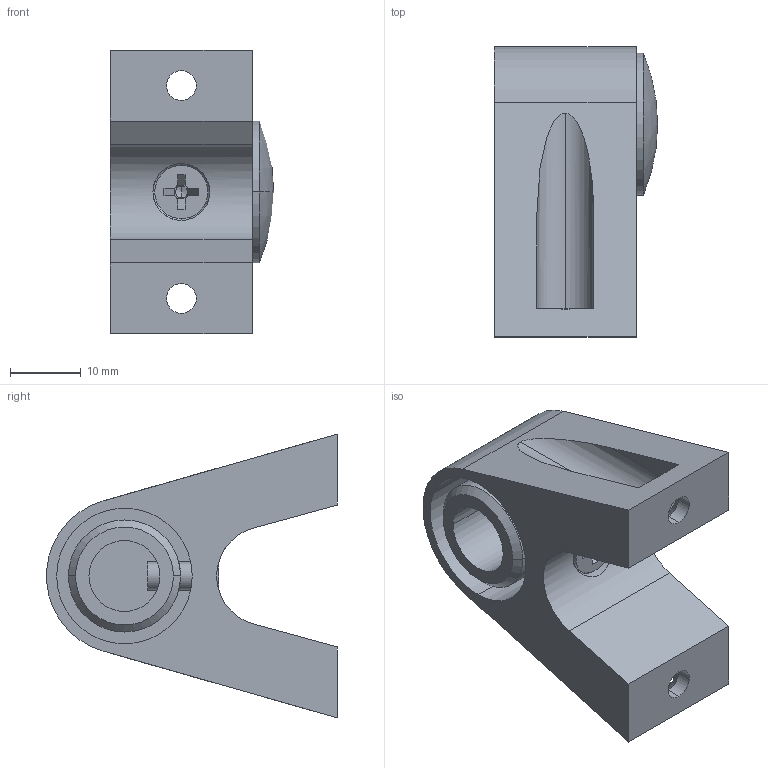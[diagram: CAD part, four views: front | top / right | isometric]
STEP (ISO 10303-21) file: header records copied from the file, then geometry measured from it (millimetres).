
FILE_DESCRIPTION (( 'STEP AP203' ), '1' );
FILE_NAME ('sone3D.STEP', '2013-08-30T09:43:02', ( '' ), ( '' ), 'SwSTEP 2.0', 'SolidWorks 2012', '' );
FILE_SCHEMA (( 'CONFIG_CONTROL_DESIGN' ));
Length unit declared in the file: millimetre
Products named in the file (4): 廫帤寠晅嶮偹偠M4_M4亊10; AP-216僉儍僢僾__AP-216-2僉儍僢僾_; AP-216僷僀僾庴__A-216-2; sone3D
Assembly tree (3 placements, depth 2):
  sone3D
    AP-216僷僀僾庴__A-216-2
    AP-216僉儍僢僾__AP-216-2僉儍僢僾_
    廫帤寠晅嶮偹偠M4_M4亊10
Bounding box: 23 x 40.96 x 40 mm (x, y, z)
Volume: 13362.7 mm3; surface area: 8570.4 mm2
Topology: 3 solids, 3 shells, 84 faces, 204 edges, 125 vertices
Faces by surface type: plane 37, cylinder 29, cone 16, sphere 2
Entity records: 3083 total; most frequent: CARTESIAN_POINT 706, DIRECTION 421, ORIENTED_EDGE 404, EDGE_CURVE 202, AXIS2_PLACEMENT_3D 158, VERTEX_POINT 125, LINE 105, VECTOR 105
